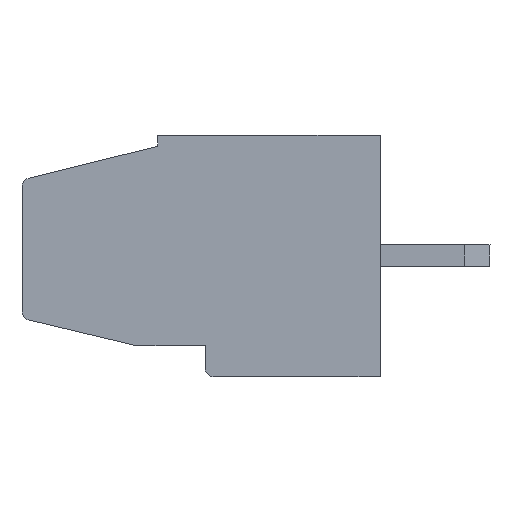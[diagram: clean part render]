
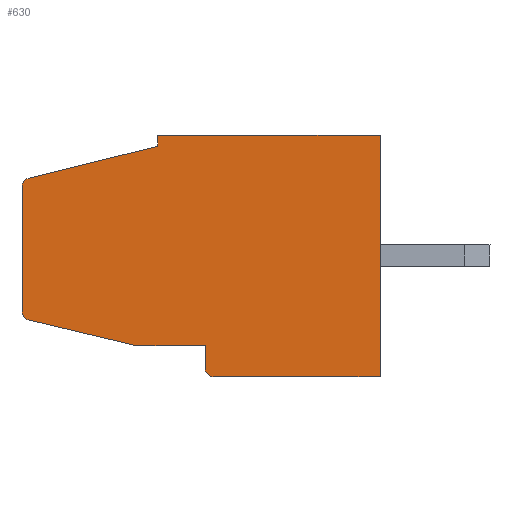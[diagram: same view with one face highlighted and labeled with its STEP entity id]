
A CAD part, left-side view. The second image highlights one B-rep face of the part: STEP entity #630.
In plain terms, the highlighted planar face has unit normal (-1, 0, 0).
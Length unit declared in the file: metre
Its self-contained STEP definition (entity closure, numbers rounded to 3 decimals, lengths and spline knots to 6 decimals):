
#630=ADVANCED_FACE('',(#1310),#1311,.F.);
#1310=FACE_OUTER_BOUND('',#2007,.T.);
#1311=PLANE('',#2008);
#2007=EDGE_LOOP('',(#3848,#3849,#3850,#3851,#3852,#3853,#3854,#3855,#3856,#3857,#3858,#3859));
#2008=AXIS2_PLACEMENT_3D('',#3860,#3861,#3862);
#3848=ORIENTED_EDGE('',*,*,#4711,.T.);
#3849=ORIENTED_EDGE('',*,*,#4716,.T.);
#3850=ORIENTED_EDGE('',*,*,#4104,.T.);
#3851=ORIENTED_EDGE('',*,*,#4111,.T.);
#3852=ORIENTED_EDGE('',*,*,#4720,.T.);
#3853=ORIENTED_EDGE('',*,*,#4751,.T.);
#3854=ORIENTED_EDGE('',*,*,#4745,.T.);
#3855=ORIENTED_EDGE('',*,*,#4735,.T.);
#3856=ORIENTED_EDGE('',*,*,#4731,.F.);
#3857=ORIENTED_EDGE('',*,*,#4737,.T.);
#3858=ORIENTED_EDGE('',*,*,#4726,.T.);
#3859=ORIENTED_EDGE('',*,*,#4728,.T.);
#3860=CARTESIAN_POINT('',(0.065,0.009195,0.06));
#3861=DIRECTION('',(1.0,0.0,0.0));
#3862=DIRECTION('',(0.0,1.0,0.0));
#4104=EDGE_CURVE('',#4910,#4911,#4912,.T.);
#4111=EDGE_CURVE('',#4911,#4921,#4922,.F.);
#4711=EDGE_CURVE('',#5810,#5812,#5814,.T.);
#4716=EDGE_CURVE('',#5812,#4910,#5819,.T.);
#4720=EDGE_CURVE('',#4921,#5822,#5824,.T.);
#4726=EDGE_CURVE('',#5829,#5831,#5833,.T.);
#4728=EDGE_CURVE('',#5831,#5810,#5835,.F.);
#4731=EDGE_CURVE('',#5837,#5839,#5840,.T.);
#4735=EDGE_CURVE('',#5843,#5839,#5845,.T.);
#4737=EDGE_CURVE('',#5837,#5829,#5847,.F.);
#4745=EDGE_CURVE('',#5858,#5843,#5860,.T.);
#4751=EDGE_CURVE('',#5822,#5858,#5870,.T.);
#4910=VERTEX_POINT('',#6083);
#4911=VERTEX_POINT('',#6084);
#4912=LINE('',#6085,#6086);
#4921=VERTEX_POINT('',#6097);
#4922=CIRCLE('',#6098,0.0003);
#5810=VERTEX_POINT('',#7364);
#5812=VERTEX_POINT('',#7367);
#5814=LINE('',#7370,#7371);
#5819=LINE('',#7379,#7380);
#5822=VERTEX_POINT('',#7384);
#5824=LINE('',#7387,#7388);
#5829=VERTEX_POINT('',#7394);
#5831=VERTEX_POINT('',#7397);
#5833=LINE('',#7400,#7401);
#5835=CIRCLE('',#7403,0.0003);
#5837=VERTEX_POINT('',#7405);
#5839=VERTEX_POINT('',#7408);
#5840=LINE('',#7409,#7410);
#5843=VERTEX_POINT('',#7414);
#5845=LINE('',#7417,#7418);
#5847=CIRCLE('',#7420,0.000306);
#5858=VERTEX_POINT('',#7436);
#5860=LINE('',#7439,#7440);
#5870=LINE('',#7454,#7455);
#6083=CARTESIAN_POINT('',(0.065,0.006449,0.052252));
#6084=CARTESIAN_POINT('',(0.065,0.006449,0.051402));
#6085=CARTESIAN_POINT('',(0.065,0.006449,0.052252));
#6086=VECTOR('',#7650,1.0);
#6097=CARTESIAN_POINT('',(0.065,0.006149,0.051102));
#6098=AXIS2_PLACEMENT_3D('',#7659,#7660,#7661);
#7364=CARTESIAN_POINT('',(0.065,0.012969,0.053197));
#7367=CARTESIAN_POINT('',(0.065,0.008999,0.052252));
#7370=CARTESIAN_POINT('',(0.065,0.012969,0.053197));
#7371=VECTOR('',#8192,1.0);
#7379=CARTESIAN_POINT('',(0.065,0.008999,0.052252));
#7380=VECTOR('',#8196,1.0);
#7384=CARTESIAN_POINT('',(0.065,0.0,0.051102));
#7387=CARTESIAN_POINT('',(0.065,0.,0.051102));
#7388=VECTOR('',#8199,1.0);
#7394=CARTESIAN_POINT('',(0.065,0.013199,0.058112));
#7397=CARTESIAN_POINT('',(0.065,0.013199,0.053489));
#7400=CARTESIAN_POINT('',(0.065,0.013199,0.058123));
#7401=VECTOR('',#8206,1.0);
#7403=AXIS2_PLACEMENT_3D('',#8207,#8208,#8209);
#7405=CARTESIAN_POINT('',(0.065,0.012967,0.058409));
#7408=CARTESIAN_POINT('',(0.065,0.008197,0.059596));
#7409=CARTESIAN_POINT('',(0.065,0.013222,0.058346));
#7410=VECTOR('',#8211,1.0);
#7414=CARTESIAN_POINT('',(0.065,0.008197,0.06));
#7417=CARTESIAN_POINT('',(0.065,0.008197,0.060002));
#7418=VECTOR('',#8214,1.0);
#7420=AXIS2_PLACEMENT_3D('',#8215,#8216,#8217);
#7436=CARTESIAN_POINT('',(0.065,0.,0.06));
#7439=CARTESIAN_POINT('',(0.065,-0.000005,0.06));
#7440=VECTOR('',#8224,1.0);
#7454=CARTESIAN_POINT('',(0.065,0.,0.053065));
#7455=VECTOR('',#8229,1.0);
#7650=DIRECTION('',(0.0,0.0,-1.0));
#7659=CARTESIAN_POINT('',(0.065,0.006149,0.051402));
#7660=DIRECTION('',(1.0,0.0,0.0));
#7661=DIRECTION('',(0.0,0.0,-1.0));
#8192=DIRECTION('',(0.0,-0.973,-0.232));
#8196=DIRECTION('',(0.0,-1.0,0.0));
#8199=DIRECTION('',(0.0,-1.0,0.0));
#8206=DIRECTION('',(0.0,0.0,-1.0));
#8207=CARTESIAN_POINT('',(0.065,0.012899,0.053489));
#8208=DIRECTION('',(1.0,0.0,0.0));
#8209=DIRECTION('',(0.0,0.0,-1.0));
#8211=DIRECTION('',(0.0,-0.97,0.241));
#8214=DIRECTION('',(0.0,0.0,-1.0));
#8215=CARTESIAN_POINT('',(0.065,0.012893,0.058112));
#8216=DIRECTION('',(1.0,0.0,0.0));
#8217=DIRECTION('',(0.0,0.0,-1.0));
#8224=DIRECTION('',(0.0,1.0,-0.0));
#8229=DIRECTION('',(-0.0,0.0,1.0));
